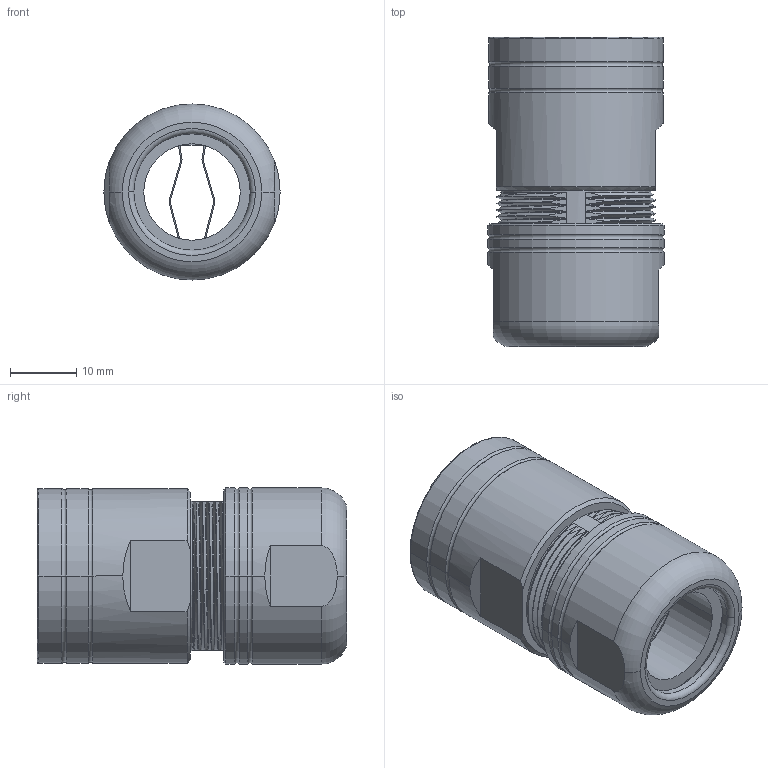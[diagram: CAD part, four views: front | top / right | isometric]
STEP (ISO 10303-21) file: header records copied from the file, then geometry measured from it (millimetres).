
FILE_DESCRIPTION((''),'2;1');
FILE_NAME('M0129','2017-08-16T',('TodCheng'),(''),'PRO/ENGINEER BY PARAMETRIC TECHNOLOGY CORPORATION, 2016360','PRO/ENGINEER BY PARAMETRIC TECHNOLOGY CORPORATION, 2016360','');
FILE_SCHEMA(('CONFIG_CONTROL_DESIGN'));
Length unit declared in the file: millimetre
Products named in the file (1): M0129
Bounding box: 26.5 x 46.5 x 26.5 mm (x, y, z)
Volume: 8821.6 mm3; surface area: 13190.2 mm2
Topology: 1 solids, 1 shells, 629 faces, 1809 edges, 1137 vertices
Faces by surface type: plane 312, cylinder 139, bspline 77, cone 67, torus 34
Entity records: 42520 total; most frequent: CARTESIAN_POINT 27287, ORIENTED_EDGE 3618, DIRECTION 2583, EDGE_CURVE 1809, VERTEX_POINT 1137, AXIS2_PLACEMENT_3D 966, B_SPLINE_CURVE_WITH_KNOTS 744, EDGE_LOOP 678
